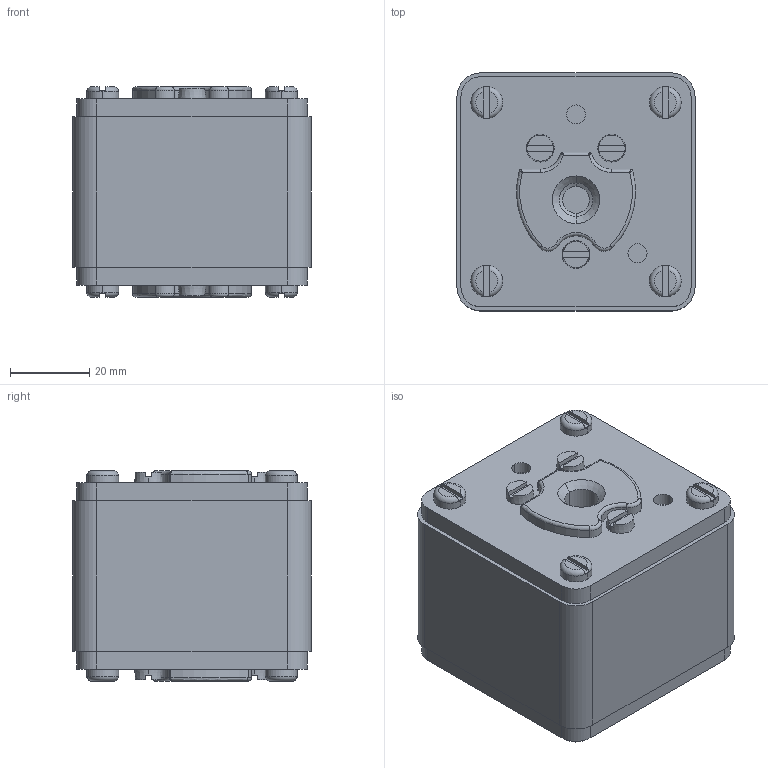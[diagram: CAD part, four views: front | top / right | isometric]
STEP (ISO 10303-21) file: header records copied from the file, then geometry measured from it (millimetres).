
FILE_DESCRIPTION((''),'2;1');
FILE_NAME('NV_TOMELJ','2016-12-21T',('tadej.drnovsek'),('Audax d.o.o.'),'CREO PARAMETRIC BY PTC INC, 2015480','CREO PARAMETRIC BY PTC INC, 2015480','');
FILE_SCHEMA(('AUTOMOTIVE_DESIGN { 1 0 10303 214 1 1 1 1 }'));
Length unit declared in the file: millimetre
Products named in the file (1): NV_TOMELJ
Bounding box: 60 x 60 x 53 mm (x, y, z)
Volume: 168735.2 mm3; surface area: 20261.7 mm2
Topology: 1 solids, 1 shells, 226 faces, 552 edges, 352 vertices
Faces by surface type: plane 100, cylinder 68, torus 30, cone 20, bspline 8
Entity records: 7938 total; most frequent: CARTESIAN_POINT 2364, DIRECTION 1196, ORIENTED_EDGE 1104, EDGE_CURVE 552, AXIS2_PLACEMENT_3D 498, VERTEX_POINT 352, CIRCLE 280, EDGE_LOOP 250
